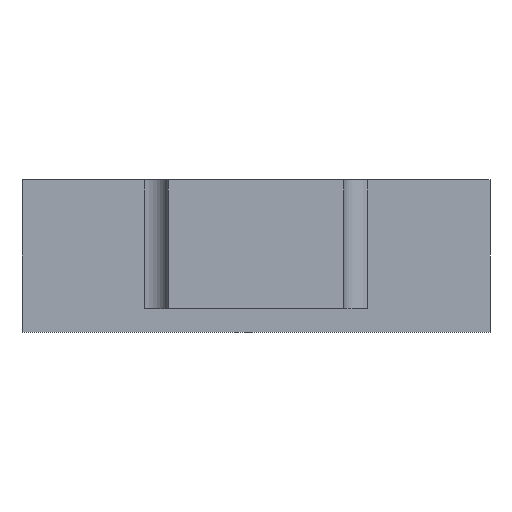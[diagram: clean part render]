
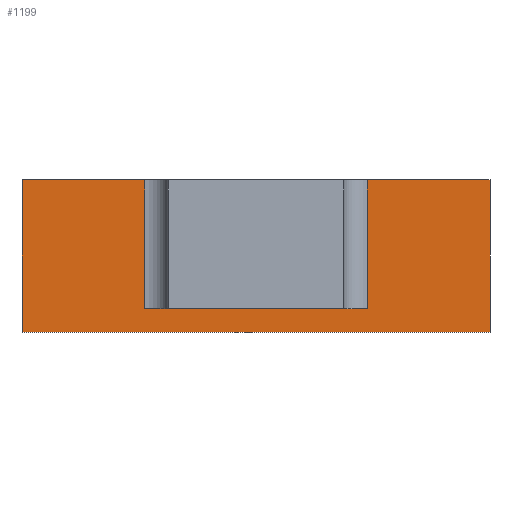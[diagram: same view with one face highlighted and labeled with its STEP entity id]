
A CAD part, left-side view. The second image highlights one B-rep face of the part: STEP entity #1199.
In plain terms, the highlighted planar face has unit normal (-1, 0, 0).
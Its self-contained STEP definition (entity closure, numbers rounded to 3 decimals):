
#1 = VERTEX_POINT ( 'NONE', #218 ) ;
#36 = VERTEX_POINT ( 'NONE', #753 ) ;
#99 = DIRECTION ( 'NONE',  ( 0., 0., -1. ) ) ;
#176 = EDGE_CURVE ( 'NONE', #725, #1334, #352, .T. ) ;
#188 = CARTESIAN_POINT ( 'NONE',  ( -120.1, -11.884, 4. ) ) ;
#203 = VERTEX_POINT ( 'NONE', #683 ) ;
#205 = DIRECTION ( 'NONE',  ( 0., -1., 0. ) ) ;
#218 = CARTESIAN_POINT ( 'NONE',  ( -120.1, -51.884, 4. ) ) ;
#219 = CARTESIAN_POINT ( 'NONE',  ( -120.1, -22.384, 4. ) ) ;
#250 = CARTESIAN_POINT ( 'NONE',  ( -120.1, -11.884, 4. ) ) ;
#273 = VERTEX_POINT ( 'NONE', #1321 ) ;
#282 = FACE_OUTER_BOUND ( 'NONE', #837, .T. ) ;
#291 = DIRECTION ( 'NONE',  ( 0., 0., -1. ) ) ;
#299 = VERTEX_POINT ( 'NONE', #1151 ) ;
#313 = CARTESIAN_POINT ( 'NONE',  ( -120.1, -11.884, -9. ) ) ;
#320 = VECTOR ( 'NONE', #205, 1000. ) ;
#352 = LINE ( 'NONE', #1307, #367 ) ;
#367 = VECTOR ( 'NONE', #1101, 1000. ) ;
#369 = VECTOR ( 'NONE', #906, 1000. ) ;
#395 = LINE ( 'NONE', #603, #432 ) ;
#398 = ORIENTED_EDGE ( 'NONE', *, *, #1166, .F. ) ;
#432 = VECTOR ( 'NONE', #508, 1000. ) ;
#435 = VECTOR ( 'NONE', #523, 1000. ) ;
#447 = EDGE_CURVE ( 'NONE', #498, #1, #1293, .T. ) ;
#489 = CARTESIAN_POINT ( 'NONE',  ( -120.1, -24.384, -7. ) ) ;
#494 = ORIENTED_EDGE ( 'NONE', *, *, #1098, .T. ) ;
#498 = VERTEX_POINT ( 'NONE', #1061 ) ;
#503 = LINE ( 'NONE', #1025, #320 ) ;
#508 = DIRECTION ( 'NONE',  ( 0., 0., -1. ) ) ;
#523 = DIRECTION ( 'NONE',  ( 0., 0., 1. ) ) ;
#525 = CARTESIAN_POINT ( 'NONE',  ( -120.1, -51.884, -9. ) ) ;
#573 = EDGE_CURVE ( 'NONE', #36, #273, #1001, .T. ) ;
#603 = CARTESIAN_POINT ( 'NONE',  ( -120.1, -51.884, 4. ) ) ;
#618 = DIRECTION ( 'NONE',  ( 0., 0., -1. ) ) ;
#666 = ORIENTED_EDGE ( 'NONE', *, *, #176, .F. ) ;
#678 = VECTOR ( 'NONE', #618, 1000. ) ;
#683 = CARTESIAN_POINT ( 'NONE',  ( -120.1, -22.384, 4. ) ) ;
#712 = ORIENTED_EDGE ( 'NONE', *, *, #723, .T. ) ;
#717 = AXIS2_PLACEMENT_3D ( 'NONE', #828, #1329, #99 ) ;
#723 = EDGE_CURVE ( 'NONE', #498, #36, #812, .T. ) ;
#725 = VERTEX_POINT ( 'NONE', #525 ) ;
#741 = ORIENTED_EDGE ( 'NONE', *, *, #447, .F. ) ;
#753 = CARTESIAN_POINT ( 'NONE',  ( -120.1, -41.384, -7. ) ) ;
#771 = VECTOR ( 'NONE', #1162, 1000. ) ;
#812 = LINE ( 'NONE', #1227, #1204 ) ;
#828 = CARTESIAN_POINT ( 'NONE',  ( -120.1, -11.884, 4. ) ) ;
#837 = EDGE_LOOP ( 'NONE', ( #953, #1278, #1130, #494, #666, #398, #741, #712 ) ) ;
#906 = DIRECTION ( 'NONE',  ( 0., 1., 0. ) ) ;
#953 = ORIENTED_EDGE ( 'NONE', *, *, #573, .T. ) ;
#966 = LINE ( 'NONE', #219, #435 ) ;
#1001 = LINE ( 'NONE', #489, #369 ) ;
#1025 = CARTESIAN_POINT ( 'NONE',  ( -120.1, -11.884, 4. ) ) ;
#1061 = CARTESIAN_POINT ( 'NONE',  ( -120.1, -41.384, 4. ) ) ;
#1098 = EDGE_CURVE ( 'NONE', #299, #1334, #1226, .T. ) ;
#1101 = DIRECTION ( 'NONE',  ( 0., 1., 0. ) ) ;
#1116 = EDGE_CURVE ( 'NONE', #299, #203, #503, .T. ) ;
#1130 = ORIENTED_EDGE ( 'NONE', *, *, #1116, .F. ) ;
#1151 = CARTESIAN_POINT ( 'NONE',  ( -120.1, -11.884, 4. ) ) ;
#1162 = DIRECTION ( 'NONE',  ( 0., -1., 0. ) ) ;
#1166 = EDGE_CURVE ( 'NONE', #1, #725, #395, .T. ) ;
#1199 = ADVANCED_FACE ( 'NONE', ( #282 ), #1232, .F. ) ;
#1204 = VECTOR ( 'NONE', #291, 1000. ) ;
#1226 = LINE ( 'NONE', #188, #678 ) ;
#1227 = CARTESIAN_POINT ( 'NONE',  ( -120.1, -41.384, 4. ) ) ;
#1232 = PLANE ( 'NONE',  #717 ) ;
#1278 = ORIENTED_EDGE ( 'NONE', *, *, #1324, .T. ) ;
#1293 = LINE ( 'NONE', #250, #771 ) ;
#1307 = CARTESIAN_POINT ( 'NONE',  ( -120.1, -11.884, -9. ) ) ;
#1321 = CARTESIAN_POINT ( 'NONE',  ( -120.1, -22.384, -7. ) ) ;
#1324 = EDGE_CURVE ( 'NONE', #273, #203, #966, .T. ) ;
#1329 = DIRECTION ( 'NONE',  ( 1., 0., 0. ) ) ;
#1334 = VERTEX_POINT ( 'NONE', #313 ) ;
